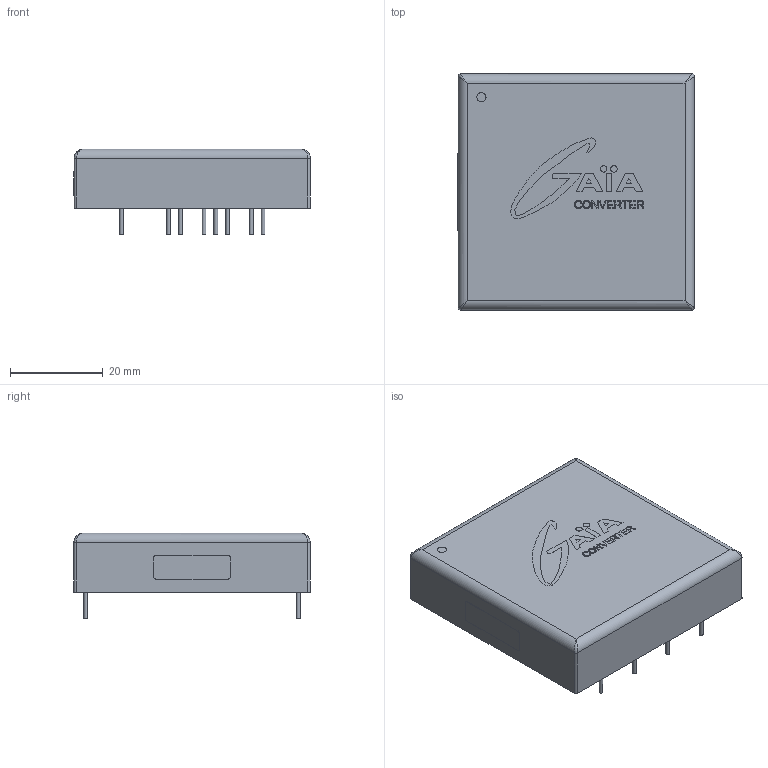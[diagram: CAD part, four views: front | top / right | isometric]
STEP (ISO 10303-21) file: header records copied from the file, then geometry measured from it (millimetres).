
FILE_DESCRIPTION(/* description */ ('Alibre Inc.'),/* implementation_level */ '2;1');
FILE_NAME(/* name */ 'export0',/* time_stamp */ '2016-08-17T09:39:34+02:00',/* author */ (''),/* organization */ (''),/* preprocessor_version */ 'ST-DEVELOPER v14',/* originating_system */ 'Alibre',/* authorisation */ '');
FILE_SCHEMA (('AUTOMOTIVE_DESIGN'));
Length unit declared in the file: centimetre
Bounding box: 50.9 x 50.8 x 18.46 mm (x, y, z)
Volume: 2278.9 mm3; surface area: 15106.9 mm2
Topology: 1 solids, 2 shells, 386 faces, 1005 edges, 662 vertices
Faces by surface type: plane 273, bspline 62, cylinder 51
Full cylindrical faces by diameter (mm): 0.83 x16, 1.35 x8, 1.379 x1, 1.398 x1, 2 x1
Entity records: 11584 total; most frequent: CARTESIAN_POINT 2960, ORIENTED_EDGE 1908, DIRECTION 1300, EDGE_CURVE 954, VECTOR 748, LINE 748, VERTEX_POINT 646, EDGE_LOOP 460
